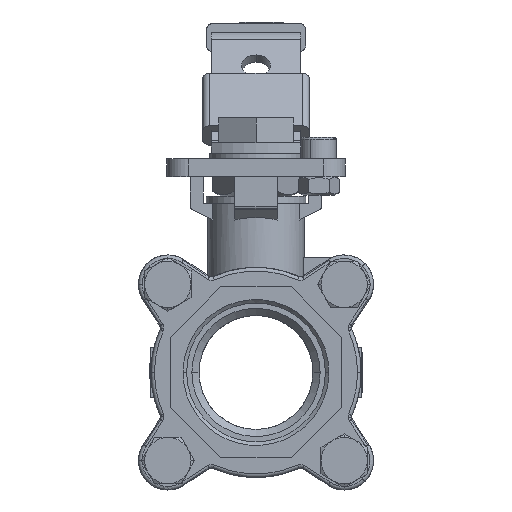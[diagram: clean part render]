
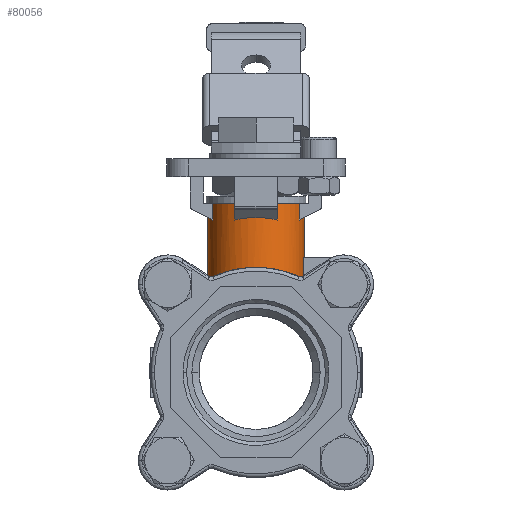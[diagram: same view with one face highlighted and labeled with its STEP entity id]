
A CAD part, left-side view. The second image highlights one B-rep face of the part: STEP entity #80056.
In plain terms, the highlighted cylindrical face has radius 13.5 mm (diameter 27 mm), a partial arc.
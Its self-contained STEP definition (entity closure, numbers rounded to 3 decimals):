
#79351=CARTESIAN_POINT('',(-12.093,6.,47.5));
#79352=VERTEX_POINT('',#79351);
#79368=CARTESIAN_POINT('',(-12.093,-6.,47.5));
#79369=VERTEX_POINT('',#79368);
#79376=CARTESIAN_POINT('',(-6.,-12.093,47.5));
#79377=VERTEX_POINT('',#79376);
#79378=CARTESIAN_POINT('',(0.,-0.,47.5));
#79379=DIRECTION('',(-0.,-0.,-1.));
#79380=DIRECTION('',(-0.,1.,0.));
#79381=AXIS2_PLACEMENT_3D('',#79378,#79379,#79380);
#79382=CIRCLE('',#79381,13.5);
#79383=EDGE_CURVE('',#79377,#79369,#79382,.T.);
#79530=CARTESIAN_POINT('',(-6.,12.093,47.5));
#79531=VERTEX_POINT('',#79530);
#79538=CARTESIAN_POINT('',(0.,-0.,47.5));
#79539=DIRECTION('',(-0.,-0.,-1.));
#79540=DIRECTION('',(-0.,1.,0.));
#79541=AXIS2_PLACEMENT_3D('',#79538,#79539,#79540);
#79542=CIRCLE('',#79541,13.5);
#79543=EDGE_CURVE('',#79352,#79531,#79542,.T.);
#79681=CARTESIAN_POINT('',(-6.,12.093,42.797));
#79682=VERTEX_POINT('',#79681);
#79689=CARTESIAN_POINT('',(-6.,12.093,47.5));
#79690=DIRECTION('',(-0.,-0.,-1.));
#79691=VECTOR('',#79690,4.703);
#79692=LINE('',#79689,#79691);
#79693=EDGE_CURVE('',#79531,#79682,#79692,.T.);
#79887=CARTESIAN_POINT('',(0.,-0.,-0.));
#79888=DIRECTION('',(0.,0.,1.));
#79889=DIRECTION('',(-0.,1.,0.));
#79890=AXIS2_PLACEMENT_3D('',#79887,#79888,#79889);
#79891=CYLINDRICAL_SURFACE('',#79890,13.5);
#79892=CARTESIAN_POINT('',(0.,13.5,43.5));
#79893=VERTEX_POINT('',#79892);
#79894=CARTESIAN_POINT('',(0.,13.5,26.23));
#79895=VERTEX_POINT('',#79894);
#79896=CARTESIAN_POINT('',(0.,13.5,43.5));
#79897=DIRECTION('',(-0.,-0.,-1.));
#79898=VECTOR('',#79897,17.27);
#79899=LINE('',#79896,#79898);
#79900=EDGE_CURVE('',#79893,#79895,#79899,.T.);
#79901=ORIENTED_EDGE('',*,*,#79900,.T.);
#79902=CARTESIAN_POINT('',(-2.5,-13.266,26.349));
#79903=VERTEX_POINT('',#79902);
#79904=CARTESIAN_POINT('',(-2.5,-13.266,26.349));
#79905=CARTESIAN_POINT('',(-3.325,-13.111,26.427));
#79906=CARTESIAN_POINT('',(-4.144,-12.876,26.544));
#79907=CARTESIAN_POINT('',(-4.93,-12.568,26.689));
#79908=CARTESIAN_POINT('',(-5.717,-12.259,26.834));
#79909=CARTESIAN_POINT('',(-6.472,-11.877,27.008));
#79910=CARTESIAN_POINT('',(-7.177,-11.434,27.194));
#79911=CARTESIAN_POINT('',(-7.882,-10.991,27.38));
#79912=CARTESIAN_POINT('',(-8.537,-10.488,27.578));
#79913=CARTESIAN_POINT('',(-9.126,-9.948,27.772));
#79914=CARTESIAN_POINT('',(-9.421,-9.678,27.869));
#79915=CARTESIAN_POINT('',(-9.697,-9.401,27.964));
#79916=CARTESIAN_POINT('',(-9.967,-9.105,28.06));
#79917=CARTESIAN_POINT('',(-10.237,-8.81,28.155));
#79918=CARTESIAN_POINT('',(-10.498,-8.498,28.251));
#79919=CARTESIAN_POINT('',(-10.746,-8.171,28.345));
#79920=CARTESIAN_POINT('',(-11.243,-7.518,28.533));
#79921=CARTESIAN_POINT('',(-11.69,-6.805,28.714));
#79922=CARTESIAN_POINT('',(-12.068,-6.051,28.872));
#79923=CARTESIAN_POINT('',(-12.446,-5.297,29.031));
#79924=CARTESIAN_POINT('',(-12.755,-4.502,29.166));
#79925=CARTESIAN_POINT('',(-12.987,-3.687,29.269));
#79926=CARTESIAN_POINT('',(-13.218,-2.872,29.371));
#79927=CARTESIAN_POINT('',(-13.371,-2.039,29.441));
#79928=CARTESIAN_POINT('',(-13.445,-1.213,29.475));
#79929=CARTESIAN_POINT('',(-13.52,-0.387,29.509));
#79930=CARTESIAN_POINT('',(-13.519,0.419,29.508));
#79931=CARTESIAN_POINT('',(-13.442,1.245,29.474));
#79932=CARTESIAN_POINT('',(-13.366,2.071,29.439));
#79933=CARTESIAN_POINT('',(-13.211,2.905,29.368));
#79934=CARTESIAN_POINT('',(-12.978,3.719,29.264));
#79935=CARTESIAN_POINT('',(-12.744,4.533,29.161));
#79936=CARTESIAN_POINT('',(-12.433,5.328,29.025));
#79937=CARTESIAN_POINT('',(-12.053,6.081,28.866));
#79938=CARTESIAN_POINT('',(-11.673,6.833,28.707));
#79939=CARTESIAN_POINT('',(-11.225,7.545,28.526));
#79940=CARTESIAN_POINT('',(-10.727,8.197,28.338));
#79941=CARTESIAN_POINT('',(-10.478,8.523,28.244));
#79942=CARTESIAN_POINT('',(-10.217,8.834,28.148));
#79943=CARTESIAN_POINT('',(-9.946,9.128,28.052));
#79944=CARTESIAN_POINT('',(-9.676,9.423,27.956));
#79945=CARTESIAN_POINT('',(-9.399,9.699,27.861));
#79946=CARTESIAN_POINT('',(-9.103,9.969,27.764));
#79947=CARTESIAN_POINT('',(-8.512,10.509,27.571));
#79948=CARTESIAN_POINT('',(-7.856,11.01,27.373));
#79949=CARTESIAN_POINT('',(-7.15,11.451,27.187));
#79950=CARTESIAN_POINT('',(-6.443,11.892,27.001));
#79951=CARTESIAN_POINT('',(-5.687,12.273,26.828));
#79952=CARTESIAN_POINT('',(-4.9,12.58,26.683));
#79953=CARTESIAN_POINT('',(-4.112,12.886,26.539));
#79954=CARTESIAN_POINT('',(-3.293,13.119,26.423));
#79955=CARTESIAN_POINT('',(-2.468,13.273,26.346));
#79956=CARTESIAN_POINT('',(-1.642,13.426,26.268));
#79957=CARTESIAN_POINT('',(-0.81,13.5,26.23));
#79958=CARTESIAN_POINT('',(0.,13.5,26.23));
#79959=B_SPLINE_CURVE_WITH_KNOTS('',3,(#79904,#79905,#79906,#79907,#79908,#79909,#79910,#79911,#79912,#79913,#79914,#79915,#79916,#79917,#79918,#79919,#79920,#79921,#79922,#79923,#79924,#79925,#79926,#79927,#79928,#79929,
#79930,#79931,#79932,#79933,#79934,#79935,#79936,#79937,#79938,#79939,#79940,#79941,#79942,#79943,#79944,#79945,#79946,#79947,#79948,#79949,#79950,#79951,#79952,#79953,#79954,
#79955,#79956,#79957,#79958),.UNSPECIFIED.,.F.,.F.,(4,3,3,3,3,3,3,3,3,3,3,3,3,3,3,3,3,3,4),(4.383,4.626,4.869,5.112,5.233,5.355,5.598,5.841,6.084,6.327,6.571,6.814,7.057,7.178,7.3,7.543,7.786,8.029,8.272),.UNSPECIFIED.);
#79960=EDGE_CURVE('',#79903,#79895,#79959,.T.);
#79961=ORIENTED_EDGE('',*,*,#79960,.F.);
#79962=CARTESIAN_POINT('',(-2.5,-13.266,32.249));
#79963=VERTEX_POINT('',#79962);
#79964=CARTESIAN_POINT('',(-2.5,-13.266,26.349));
#79965=DIRECTION('',(0.,0.,1.));
#79966=VECTOR('',#79965,5.9);
#79967=LINE('',#79964,#79966);
#79968=EDGE_CURVE('',#79903,#79963,#79967,.T.);
#79969=ORIENTED_EDGE('',*,*,#79968,.T.);
#79970=CARTESIAN_POINT('',(0.,-13.5,32.249));
#79971=VERTEX_POINT('',#79970);
#79972=CARTESIAN_POINT('',(0.,-0.,32.249));
#79973=DIRECTION('',(0.,0.,1.));
#79974=DIRECTION('',(-0.,1.,0.));
#79975=AXIS2_PLACEMENT_3D('',#79972,#79973,#79974);
#79976=CIRCLE('',#79975,13.5);
#79977=EDGE_CURVE('',#79963,#79971,#79976,.T.);
#79978=ORIENTED_EDGE('',*,*,#79977,.T.);
#79979=CARTESIAN_POINT('',(0.,-13.5,43.5));
#79980=VERTEX_POINT('',#79979);
#79981=CARTESIAN_POINT('',(0.,-13.5,43.5));
#79982=DIRECTION('',(-0.,-0.,-1.));
#79983=VECTOR('',#79982,11.251);
#79984=LINE('',#79981,#79983);
#79985=EDGE_CURVE('',#79980,#79971,#79984,.T.);
#79986=ORIENTED_EDGE('',*,*,#79985,.F.);
#79987=CARTESIAN_POINT('',(-6.,-12.093,42.797));
#79988=VERTEX_POINT('',#79987);
#79989=CARTESIAN_POINT('',(0.,-13.5,43.5));
#79990=CARTESIAN_POINT('',(-3.165,-13.5,43.5));
#79991=CARTESIAN_POINT('',(-6.,-12.093,42.797));
#79992=(BOUNDED_CURVE()
B_SPLINE_CURVE(2,(#79989,#79990,#79991),.UNSPECIFIED.,.F.,.F.)
B_SPLINE_CURVE_WITH_KNOTS((3,3),(180.,206.388),.UNSPECIFIED.)
CURVE()
GEOMETRIC_REPRESENTATION_ITEM()
RATIONAL_B_SPLINE_CURVE((1.,0.974,1.))
REPRESENTATION_ITEM(''));
#79993=EDGE_CURVE('',#79980,#79988,#79992,.T.);
#79994=ORIENTED_EDGE('',*,*,#79993,.T.);
#79995=CARTESIAN_POINT('',(-6.,-12.093,42.797));
#79996=DIRECTION('',(0.,0.,1.));
#79997=VECTOR('',#79996,4.703);
#79998=LINE('',#79995,#79997);
#79999=EDGE_CURVE('',#79988,#79377,#79998,.T.);
#80000=ORIENTED_EDGE('',*,*,#79999,.T.);
#80001=ORIENTED_EDGE('',*,*,#79383,.T.);
#80002=CARTESIAN_POINT('',(-12.093,-6.,42.797));
#80003=VERTEX_POINT('',#80002);
#80004=CARTESIAN_POINT('',(-12.093,-6.,47.5));
#80005=DIRECTION('',(-0.,-0.,-1.));
#80006=VECTOR('',#80005,4.703);
#80007=LINE('',#80004,#80006);
#80008=EDGE_CURVE('',#79369,#80003,#80007,.T.);
#80009=ORIENTED_EDGE('',*,*,#80008,.T.);
#80010=CARTESIAN_POINT('',(-12.093,6.,42.797));
#80011=VERTEX_POINT('',#80010);
#80012=CARTESIAN_POINT('',(-12.093,-6.,42.797));
#80013=CARTESIAN_POINT('',(-15.07,-0.,44.285));
#80014=CARTESIAN_POINT('',(-12.093,6.,42.797));
#80015=(BOUNDED_CURVE()
B_SPLINE_CURVE(2,(#80012,#80013,#80014),.UNSPECIFIED.,.F.,.F.)
B_SPLINE_CURVE_WITH_KNOTS((3,3),(333.612,386.388),.UNSPECIFIED.)
CURVE()
GEOMETRIC_REPRESENTATION_ITEM()
RATIONAL_B_SPLINE_CURVE((1.,0.896,1.))
REPRESENTATION_ITEM(''));
#80016=EDGE_CURVE('',#80003,#80011,#80015,.T.);
#80017=ORIENTED_EDGE('',*,*,#80016,.T.);
#80018=CARTESIAN_POINT('',(-12.093,6.,42.797));
#80019=DIRECTION('',(0.,0.,1.));
#80020=VECTOR('',#80019,4.703);
#80021=LINE('',#80018,#80020);
#80022=EDGE_CURVE('',#80011,#79352,#80021,.T.);
#80023=ORIENTED_EDGE('',*,*,#80022,.T.);
#80024=ORIENTED_EDGE('',*,*,#79543,.T.);
#80025=ORIENTED_EDGE('',*,*,#79693,.T.);
#80026=CARTESIAN_POINT('',(-6.,12.093,42.797));
#80027=CARTESIAN_POINT('',(-5.536,12.324,42.912));
#80028=CARTESIAN_POINT('',(-5.058,12.527,43.014));
#80029=CARTESIAN_POINT('',(-4.571,12.703,43.101));
#80030=CARTESIAN_POINT('',(-4.083,12.878,43.189));
#80031=CARTESIAN_POINT('',(-3.586,13.025,43.263));
#80032=CARTESIAN_POINT('',(-3.081,13.144,43.322));
#80033=CARTESIAN_POINT('',(-2.577,13.262,43.381));
#80034=CARTESIAN_POINT('',(-2.066,13.351,43.426));
#80035=CARTESIAN_POINT('',(-1.551,13.411,43.455));
#80036=CARTESIAN_POINT('',(-1.036,13.47,43.485));
#80037=CARTESIAN_POINT('',(-0.518,13.5,43.5));
#80038=CARTESIAN_POINT('',(0.,13.5,43.5));
#80039=CARTESIAN_POINT('',(0.518,13.5,43.5));
#80040=CARTESIAN_POINT('',(1.036,13.47,43.485));
#80041=CARTESIAN_POINT('',(1.551,13.411,43.455));
#80042=CARTESIAN_POINT('',(2.066,13.351,43.426));
#80043=CARTESIAN_POINT('',(2.577,13.262,43.381));
#80044=CARTESIAN_POINT('',(3.081,13.144,43.322));
#80045=CARTESIAN_POINT('',(3.586,13.025,43.263));
#80046=CARTESIAN_POINT('',(4.083,12.878,43.189));
#80047=CARTESIAN_POINT('',(4.571,12.703,43.101));
#80048=CARTESIAN_POINT('',(5.058,12.527,43.014));
#80049=CARTESIAN_POINT('',(5.536,12.324,42.912));
#80050=CARTESIAN_POINT('',(6.,12.093,42.797));
#80051=B_SPLINE_CURVE_WITH_KNOTS('',3,(#80026,#80027,#80028,#80029,#80030,#80031,#80032,#80033,#80034,#80035,#80036,#80037,#80038,#80039,#80040,#80041,#80042,#80043,#80044,#80045,#80046,#80047,#80048,#80049,#80050),.UNSPECIFIED.,.F.,.F.,(4,3,3,3,3,3,3,3,4),(333.612,340.209,346.806,353.403,360.,366.597,373.194,379.791,386.388),.UNSPECIFIED.);
#80052=EDGE_CURVE('',#79682,#79893,#80051,.T.);
#80053=ORIENTED_EDGE('',*,*,#80052,.T.);
#80054=EDGE_LOOP('',(#79901,#79961,#79969,#79978,#79986,#79994,#80000,#80001,#80009,#80017,#80023,#80024,#80025,#80053));
#80055=FACE_BOUND('',#80054,.T.);
#80056=ADVANCED_FACE('',(#80055),#79891,.T.);
